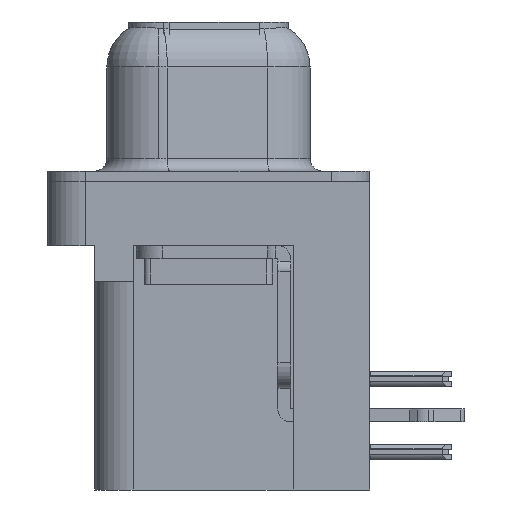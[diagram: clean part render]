
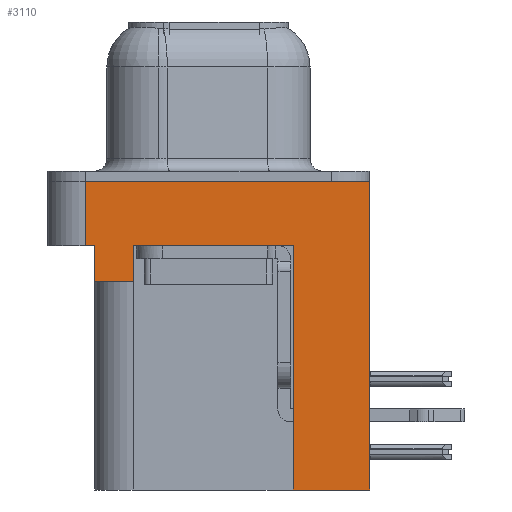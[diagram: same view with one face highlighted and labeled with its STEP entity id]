
A CAD part, left-side view. The second image highlights one B-rep face of the part: STEP entity #3110.
In plain terms, the highlighted planar face has unit normal (-1, 0, 0).
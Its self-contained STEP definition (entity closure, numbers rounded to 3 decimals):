
#246 = DIRECTION ( 'NONE',  ( 0., 0., 1. ) ) ;
#475 = CARTESIAN_POINT ( 'NONE',  ( -2.91, -6.275, -2.5 ) ) ;
#484 = CARTESIAN_POINT ( 'NONE',  ( -2.91, 2.895, -3.9 ) ) ;
#872 = EDGE_CURVE ( 'NONE', #11353, #18467, #9061, .T. ) ;
#1132 = LINE ( 'NONE', #13082, #5393 ) ;
#1752 = CARTESIAN_POINT ( 'NONE',  ( -2.91, 4.775, -2.5 ) ) ;
#2231 = EDGE_CURVE ( 'NONE', #16152, #8136, #29513, .T. ) ;
#2595 = EDGE_CURVE ( 'NONE', #11476, #2647, #7548, .T. ) ;
#2606 = DIRECTION ( 'NONE',  ( 0., 0., 1. ) ) ;
#2647 = VERTEX_POINT ( 'NONE', #6284 ) ;
#2693 = CARTESIAN_POINT ( 'NONE',  ( -2.91, 4.425, -3.9 ) ) ;
#2705 = LINE ( 'NONE', #23857, #24909 ) ;
#2874 = VECTOR ( 'NONE', #2606, 1000. ) ;
#3103 = VECTOR ( 'NONE', #8779, 1000. ) ;
#3110 = ADVANCED_FACE ( 'NONE', ( #9584 ), #33759, .T. ) ;
#3966 = CARTESIAN_POINT ( 'NONE',  ( -2.91, 2.895, -2.5 ) ) ;
#4975 = EDGE_CURVE ( 'NONE', #11022, #7584, #2705, .T. ) ;
#5127 = DIRECTION ( 'NONE',  ( 0., 0., 1. ) ) ;
#5238 = EDGE_CURVE ( 'NONE', #18467, #2647, #29914, .T. ) ;
#5393 = VECTOR ( 'NONE', #5127, 1000. ) ;
#5421 = ORIENTED_EDGE ( 'NONE', *, *, #872, .F. ) ;
#5883 = VECTOR ( 'NONE', #25233, 1000. ) ;
#6105 = CARTESIAN_POINT ( 'NONE',  ( -2.91, 4.425, -3.9 ) ) ;
#6284 = CARTESIAN_POINT ( 'NONE',  ( -2.91, 4.425, -2.5 ) ) ;
#6316 = LINE ( 'NONE', #12265, #30650 ) ;
#7175 = LINE ( 'NONE', #24265, #20567 ) ;
#7548 = LINE ( 'NONE', #12011, #5883 ) ;
#7584 = VERTEX_POINT ( 'NONE', #25846 ) ;
#7762 = ORIENTED_EDGE ( 'NONE', *, *, #2231, .T. ) ;
#7981 = ORIENTED_EDGE ( 'NONE', *, *, #16641, .F. ) ;
#8136 = VERTEX_POINT ( 'NONE', #31440 ) ;
#8161 = VECTOR ( 'NONE', #32852, 1000. ) ;
#8779 = DIRECTION ( 'NONE',  ( 0., 0., 1. ) ) ;
#9061 = LINE ( 'NONE', #32937, #24124 ) ;
#9584 = FACE_OUTER_BOUND ( 'NONE', #11246, .T. ) ;
#11022 = VERTEX_POINT ( 'NONE', #26125 ) ;
#11171 = EDGE_CURVE ( 'NONE', #31978, #7584, #18423, .T. ) ;
#11246 = EDGE_LOOP ( 'NONE', ( #33588, #7981, #32867, #25195, #5421, #16894, #7762, #31156, #30976, #19350 ) ) ;
#11353 = VERTEX_POINT ( 'NONE', #17271 ) ;
#11476 = VERTEX_POINT ( 'NONE', #1752 ) ;
#12011 = CARTESIAN_POINT ( 'NONE',  ( -2.91, -6.275, -2.5 ) ) ;
#12114 = EDGE_CURVE ( 'NONE', #11353, #16152, #32546, .T. ) ;
#12265 = CARTESIAN_POINT ( 'NONE',  ( -2.91, -3.295, -12. ) ) ;
#12321 = CARTESIAN_POINT ( 'NONE',  ( -2.91, -6.275, -2.5 ) ) ;
#13082 = CARTESIAN_POINT ( 'NONE',  ( -2.91, -3.295, -12. ) ) ;
#16152 = VERTEX_POINT ( 'NONE', #3966 ) ;
#16309 = EDGE_CURVE ( 'NONE', #31978, #25955, #6316, .T. ) ;
#16641 = EDGE_CURVE ( 'NONE', #11476, #11022, #7175, .T. ) ;
#16894 = ORIENTED_EDGE ( 'NONE', *, *, #12114, .T. ) ;
#17271 = CARTESIAN_POINT ( 'NONE',  ( -2.91, 2.895, -3.9 ) ) ;
#17661 = DIRECTION ( 'NONE',  ( 0., 1., 0. ) ) ;
#18423 = LINE ( 'NONE', #18891, #2874 ) ;
#18467 = VERTEX_POINT ( 'NONE', #2693 ) ;
#18891 = CARTESIAN_POINT ( 'NONE',  ( -2.91, -6.275, -2.5 ) ) ;
#19350 = ORIENTED_EDGE ( 'NONE', *, *, #11171, .T. ) ;
#20567 = VECTOR ( 'NONE', #29325, 1000. ) ;
#21281 = DIRECTION ( 'NONE',  ( 0., -1., 0. ) ) ;
#23857 = CARTESIAN_POINT ( 'NONE',  ( -2.91, -6.275, 0. ) ) ;
#24124 = VECTOR ( 'NONE', #28013, 1000. ) ;
#24265 = CARTESIAN_POINT ( 'NONE',  ( -2.91, 4.775, -2.5 ) ) ;
#24384 = AXIS2_PLACEMENT_3D ( 'NONE', #12321, #28007, #33639 ) ;
#24894 = CARTESIAN_POINT ( 'NONE',  ( -2.91, -3.295, -12. ) ) ;
#24909 = VECTOR ( 'NONE', #21281, 1000. ) ;
#25195 = ORIENTED_EDGE ( 'NONE', *, *, #5238, .F. ) ;
#25233 = DIRECTION ( 'NONE',  ( 0., -1., 0. ) ) ;
#25846 = CARTESIAN_POINT ( 'NONE',  ( -2.91, -6.275, 0. ) ) ;
#25955 = VERTEX_POINT ( 'NONE', #24894 ) ;
#26125 = CARTESIAN_POINT ( 'NONE',  ( -2.91, 4.775, 0. ) ) ;
#27517 = VECTOR ( 'NONE', #246, 1000. ) ;
#28007 = DIRECTION ( 'NONE',  ( -1., 0., 0. ) ) ;
#28013 = DIRECTION ( 'NONE',  ( 0., 1., 0. ) ) ;
#29325 = DIRECTION ( 'NONE',  ( 0., 0., 1. ) ) ;
#29513 = LINE ( 'NONE', #475, #8161 ) ;
#29787 = CARTESIAN_POINT ( 'NONE',  ( -2.91, -6.275, -12. ) ) ;
#29914 = LINE ( 'NONE', #6105, #3103 ) ;
#30650 = VECTOR ( 'NONE', #17661, 1000. ) ;
#30976 = ORIENTED_EDGE ( 'NONE', *, *, #16309, .F. ) ;
#31156 = ORIENTED_EDGE ( 'NONE', *, *, #31842, .F. ) ;
#31440 = CARTESIAN_POINT ( 'NONE',  ( -2.91, -3.295, -2.5 ) ) ;
#31842 = EDGE_CURVE ( 'NONE', #25955, #8136, #1132, .T. ) ;
#31978 = VERTEX_POINT ( 'NONE', #29787 ) ;
#32546 = LINE ( 'NONE', #484, #27517 ) ;
#32852 = DIRECTION ( 'NONE',  ( 0., -1., 0. ) ) ;
#32867 = ORIENTED_EDGE ( 'NONE', *, *, #2595, .T. ) ;
#32937 = CARTESIAN_POINT ( 'NONE',  ( -2.91, 4.425, -3.9 ) ) ;
#33588 = ORIENTED_EDGE ( 'NONE', *, *, #4975, .F. ) ;
#33639 = DIRECTION ( 'NONE',  ( 0., 0., 1. ) ) ;
#33759 = PLANE ( 'NONE',  #24384 ) ;
